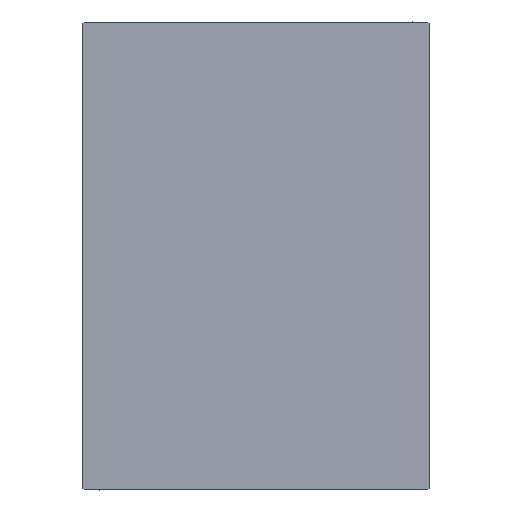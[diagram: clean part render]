
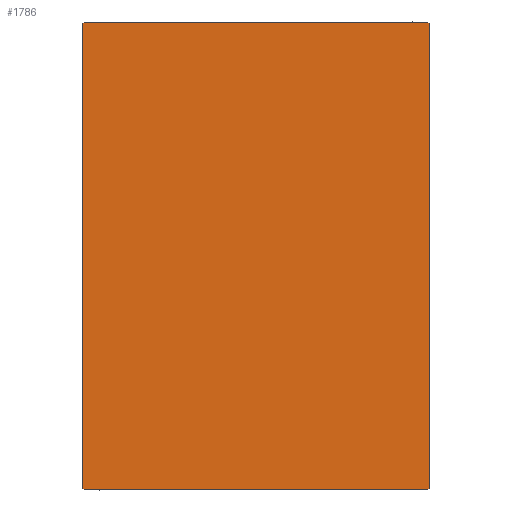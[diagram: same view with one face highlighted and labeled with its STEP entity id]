
A CAD part, left-side view. The second image highlights one B-rep face of the part: STEP entity #1786.
In plain terms, the highlighted face is planar.
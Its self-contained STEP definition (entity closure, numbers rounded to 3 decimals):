
#197 = ORIENTED_EDGE ( 'NONE', *, *, #14042, .T. ) ;
#1720 = ORIENTED_EDGE ( 'NONE', *, *, #26314, .T. ) ;
#1786 = ADVANCED_FACE ( 'NONE', ( #15990 ), #26176, .T. ) ;
#1984 = EDGE_CURVE ( 'NONE', #5653, #14479, #17730, .T. ) ;
#2250 = DIRECTION ( 'NONE',  ( 1., 0., 0. ) ) ;
#4326 = ORIENTED_EDGE ( 'NONE', *, *, #30405, .T. ) ;
#4711 = CARTESIAN_POINT ( 'NONE',  ( 143., 36.85, -36.85 ) ) ;
#4821 = CARTESIAN_POINT ( 'NONE',  ( 143., 31.5, 42.2 ) ) ;
#5653 = VERTEX_POINT ( 'NONE', #36017 ) ;
#7833 = LINE ( 'NONE', #4711, #26268 ) ;
#7951 = ORIENTED_EDGE ( 'NONE', *, *, #18700, .T. ) ;
#9032 = AXIS2_PLACEMENT_3D ( 'NONE', #32154, #2250, #15786 ) ;
#9722 = EDGE_CURVE ( 'NONE', #31924, #38341, #26629, .T. ) ;
#10492 = VECTOR ( 'NONE', #17135, 1000. ) ;
#11700 = CARTESIAN_POINT ( 'NONE',  ( 143., -31.5, -42.2 ) ) ;
#12039 = EDGE_LOOP ( 'NONE', ( #32265, #197, #32992, #7951, #4326, #20253, #1720, #38335 ) ) ;
#12111 = VECTOR ( 'NONE', #20674, 1000. ) ;
#13159 = EDGE_CURVE ( 'NONE', #39995, #14045, #14926, .T. ) ;
#13356 = CARTESIAN_POINT ( 'NONE',  ( 143., -36.85, -36.85 ) ) ;
#13805 = LINE ( 'NONE', #41040, #10492 ) ;
#13851 = CARTESIAN_POINT ( 'NONE',  ( 143., 31.5, 42.5 ) ) ;
#14042 = EDGE_CURVE ( 'NONE', #38341, #5653, #7833, .T. ) ;
#14045 = VERTEX_POINT ( 'NONE', #25554 ) ;
#14408 = DIRECTION ( 'NONE',  ( 0., 0., 1. ) ) ;
#14479 = VERTEX_POINT ( 'NONE', #4821 ) ;
#14926 = LINE ( 'NONE', #25314, #27658 ) ;
#15014 = DIRECTION ( 'NONE',  ( 0., -0.707, 0.707 ) ) ;
#15589 = VECTOR ( 'NONE', #30679, 1000. ) ;
#15786 = DIRECTION ( 'NONE',  ( 0., 0., -1. ) ) ;
#15990 = FACE_OUTER_BOUND ( 'NONE', #12039, .T. ) ;
#16451 = CARTESIAN_POINT ( 'NONE',  ( 143., -31.5, -42.5 ) ) ;
#17135 = DIRECTION ( 'NONE',  ( 0., 0., -1. ) ) ;
#17501 = CARTESIAN_POINT ( 'NONE',  ( 143., 31.5, -42.5 ) ) ;
#17730 = LINE ( 'NONE', #17501, #35213 ) ;
#18099 = LINE ( 'NONE', #22091, #25668 ) ;
#18700 = EDGE_CURVE ( 'NONE', #14479, #33891, #18099, .T. ) ;
#20253 = ORIENTED_EDGE ( 'NONE', *, *, #13159, .T. ) ;
#20674 = DIRECTION ( 'NONE',  ( 0., 0.707, -0.707 ) ) ;
#21900 = VECTOR ( 'NONE', #30155, 1000. ) ;
#22091 = CARTESIAN_POINT ( 'NONE',  ( 143., 36.85, 36.85 ) ) ;
#22489 = VERTEX_POINT ( 'NONE', #11700 ) ;
#23607 = LINE ( 'NONE', #13851, #15589 ) ;
#25314 = CARTESIAN_POINT ( 'NONE',  ( 143., -36.85, 36.85 ) ) ;
#25554 = CARTESIAN_POINT ( 'NONE',  ( 143., -31.5, 42.2 ) ) ;
#25668 = VECTOR ( 'NONE', #15014, 1000. ) ;
#26176 = PLANE ( 'NONE',  #9032 ) ;
#26268 = VECTOR ( 'NONE', #38386, 1000. ) ;
#26314 = EDGE_CURVE ( 'NONE', #14045, #22489, #13805, .T. ) ;
#26629 = LINE ( 'NONE', #16451, #21900 ) ;
#26697 = CARTESIAN_POINT ( 'NONE',  ( 143., -31.2, -42.5 ) ) ;
#26883 = LINE ( 'NONE', #13356, #12111 ) ;
#27658 = VECTOR ( 'NONE', #42361, 1000. ) ;
#29762 = CARTESIAN_POINT ( 'NONE',  ( 143., 31.2, 42.5 ) ) ;
#30155 = DIRECTION ( 'NONE',  ( 0., 1., 0. ) ) ;
#30405 = EDGE_CURVE ( 'NONE', #33891, #39995, #23607, .T. ) ;
#30679 = DIRECTION ( 'NONE',  ( 0., -1., 0. ) ) ;
#31637 = CARTESIAN_POINT ( 'NONE',  ( 143., -31.2, 42.5 ) ) ;
#31924 = VERTEX_POINT ( 'NONE', #26697 ) ;
#32154 = CARTESIAN_POINT ( 'NONE',  ( 143., 0., 0. ) ) ;
#32265 = ORIENTED_EDGE ( 'NONE', *, *, #9722, .T. ) ;
#32992 = ORIENTED_EDGE ( 'NONE', *, *, #1984, .T. ) ;
#33891 = VERTEX_POINT ( 'NONE', #29762 ) ;
#35213 = VECTOR ( 'NONE', #14408, 1000. ) ;
#36017 = CARTESIAN_POINT ( 'NONE',  ( 143., 31.5, -42.2 ) ) ;
#37936 = EDGE_CURVE ( 'NONE', #22489, #31924, #26883, .T. ) ;
#38335 = ORIENTED_EDGE ( 'NONE', *, *, #37936, .T. ) ;
#38341 = VERTEX_POINT ( 'NONE', #40185 ) ;
#38386 = DIRECTION ( 'NONE',  ( 0., 0.707, 0.707 ) ) ;
#39995 = VERTEX_POINT ( 'NONE', #31637 ) ;
#40185 = CARTESIAN_POINT ( 'NONE',  ( 143., 31.2, -42.5 ) ) ;
#41040 = CARTESIAN_POINT ( 'NONE',  ( 143., -31.5, 42.5 ) ) ;
#42361 = DIRECTION ( 'NONE',  ( 0., -0.707, -0.707 ) ) ;
